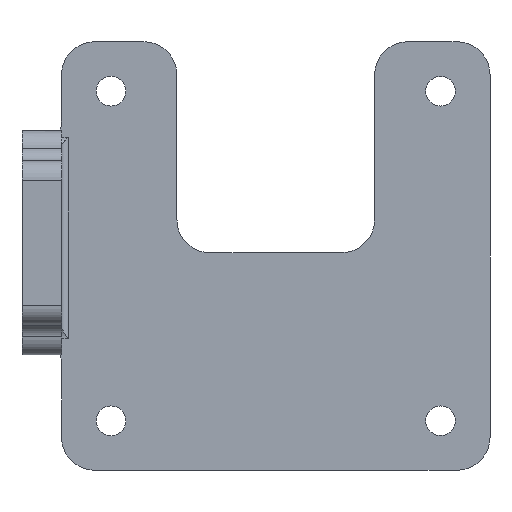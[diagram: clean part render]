
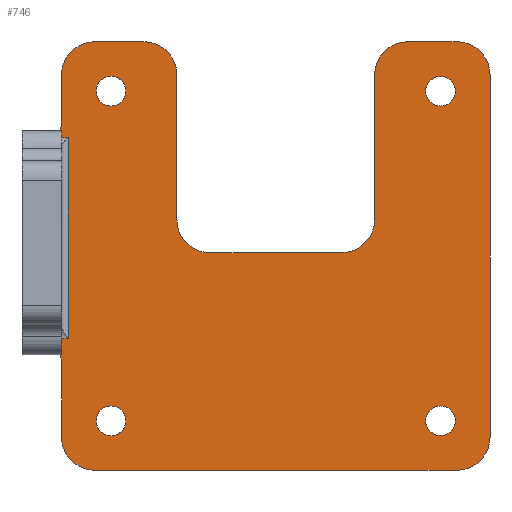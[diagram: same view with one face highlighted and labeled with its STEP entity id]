
A CAD part, front view. The second image highlights one B-rep face of the part: STEP entity #746.
In plain terms, the highlighted planar face has unit normal (0, -1, 0).
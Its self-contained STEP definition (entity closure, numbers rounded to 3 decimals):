
#140=FACE_BOUND('',#992,.T.);
#141=FACE_BOUND('',#993,.T.);
#142=FACE_BOUND('',#994,.T.);
#143=FACE_BOUND('',#995,.T.);
#144=FACE_BOUND('',#996,.T.);
#242=CIRCLE('',#2378,2.25);
#243=CIRCLE('',#2379,2.25);
#244=CIRCLE('',#2380,2.25);
#245=CIRCLE('',#2381,2.25);
#246=CIRCLE('',#2382,6.);
#247=CIRCLE('',#2383,5.);
#248=CIRCLE('',#2384,5.);
#249=CIRCLE('',#2385,5.);
#250=CIRCLE('',#2386,5.);
#251=CIRCLE('',#2387,5.);
#252=CIRCLE('',#2388,5.);
#253=CIRCLE('',#2389,5.);
#254=CIRCLE('',#2390,5.);
#255=CIRCLE('',#2391,6.);
#316=PLANE('',#2392);
#427=LINE('',#3564,#608);
#429=LINE('',#3568,#610);
#432=LINE('',#3574,#613);
#436=LINE('',#3582,#617);
#438=LINE('',#3594,#619);
#439=LINE('',#3596,#620);
#440=LINE('',#3598,#621);
#441=LINE('',#3603,#622);
#442=LINE('',#3607,#623);
#443=LINE('',#3612,#624);
#444=LINE('',#3616,#625);
#445=LINE('',#3620,#626);
#608=VECTOR('',#2786,1.);
#610=VECTOR('',#2790,1.);
#613=VECTOR('',#2795,1.);
#617=VECTOR('',#2801,1.);
#619=VECTOR('',#2813,1.);
#620=VECTOR('',#2814,1.);
#621=VECTOR('',#2815,1.);
#622=VECTOR('',#2820,1.);
#623=VECTOR('',#2823,1.);
#624=VECTOR('',#2828,1.);
#625=VECTOR('',#2831,1.);
#626=VECTOR('',#2834,1.);
#746=ADVANCED_FACE('',(#140,#141,#142,#143,#144),#316,.F.);
#992=EDGE_LOOP('',(#1330));
#993=EDGE_LOOP('',(#1331));
#994=EDGE_LOOP('',(#1332));
#995=EDGE_LOOP('',(#1333));
#996=EDGE_LOOP('',(#1334,#1335,#1336,#1337,#1338,#1339,#1340,#1341,#1342,
#1343,#1344,#1345,#1346,#1347,#1348,#1349,#1350,#1351,#1352,#1353,#1354,
#1355));
#1330=ORIENTED_EDGE('',*,*,#2112,.T.);
#1331=ORIENTED_EDGE('',*,*,#2113,.T.);
#1332=ORIENTED_EDGE('',*,*,#2114,.T.);
#1333=ORIENTED_EDGE('',*,*,#2115,.T.);
#1334=ORIENTED_EDGE('',*,*,#2116,.T.);
#1335=ORIENTED_EDGE('',*,*,#2117,.T.);
#1336=ORIENTED_EDGE('',*,*,#2118,.T.);
#1337=ORIENTED_EDGE('',*,*,#2119,.T.);
#1338=ORIENTED_EDGE('',*,*,#2103,.F.);
#1339=ORIENTED_EDGE('',*,*,#2120,.T.);
#1340=ORIENTED_EDGE('',*,*,#2121,.F.);
#1341=ORIENTED_EDGE('',*,*,#2122,.T.);
#1342=ORIENTED_EDGE('',*,*,#2123,.F.);
#1343=ORIENTED_EDGE('',*,*,#2124,.T.);
#1344=ORIENTED_EDGE('',*,*,#2110,.F.);
#1345=ORIENTED_EDGE('',*,*,#2125,.T.);
#1346=ORIENTED_EDGE('',*,*,#2126,.F.);
#1347=ORIENTED_EDGE('',*,*,#2127,.T.);
#1348=ORIENTED_EDGE('',*,*,#2128,.F.);
#1349=ORIENTED_EDGE('',*,*,#2129,.T.);
#1350=ORIENTED_EDGE('',*,*,#2130,.F.);
#1351=ORIENTED_EDGE('',*,*,#2131,.T.);
#1352=ORIENTED_EDGE('',*,*,#2106,.F.);
#1353=ORIENTED_EDGE('',*,*,#2132,.T.);
#1354=ORIENTED_EDGE('',*,*,#2101,.F.);
#1355=ORIENTED_EDGE('',*,*,#2133,.T.);
#1755=VERTEX_POINT('',#3256);
#1858=VERTEX_POINT('',#3563);
#1859=VERTEX_POINT('',#3565);
#1860=VERTEX_POINT('',#3569);
#1861=VERTEX_POINT('',#3570);
#1862=VERTEX_POINT('',#3575);
#1863=VERTEX_POINT('',#3576);
#1864=VERTEX_POINT('',#3581);
#1865=VERTEX_POINT('',#3583);
#1866=VERTEX_POINT('',#3587);
#1867=VERTEX_POINT('',#3589);
#1868=VERTEX_POINT('',#3591);
#1869=VERTEX_POINT('',#3593);
#1870=VERTEX_POINT('',#3595);
#1871=VERTEX_POINT('',#3597);
#1872=VERTEX_POINT('',#3599);
#1873=VERTEX_POINT('',#3602);
#1874=VERTEX_POINT('',#3604);
#1875=VERTEX_POINT('',#3606);
#1876=VERTEX_POINT('',#3608);
#1877=VERTEX_POINT('',#3611);
#1878=VERTEX_POINT('',#3613);
#1879=VERTEX_POINT('',#3615);
#1880=VERTEX_POINT('',#3617);
#1881=VERTEX_POINT('',#3619);
#1882=VERTEX_POINT('',#3621);
#2101=EDGE_CURVE('',#1858,#1859,#427,.T.);
#2103=EDGE_CURVE('',#1860,#1861,#429,.T.);
#2106=EDGE_CURVE('',#1862,#1863,#432,.T.);
#2110=EDGE_CURVE('',#1864,#1865,#436,.T.);
#2112=EDGE_CURVE('',#1866,#1866,#242,.T.);
#2113=EDGE_CURVE('',#1867,#1867,#243,.T.);
#2114=EDGE_CURVE('',#1868,#1868,#244,.T.);
#2115=EDGE_CURVE('',#1869,#1869,#245,.T.);
#2116=EDGE_CURVE('',#1755,#1870,#438,.T.);
#2117=EDGE_CURVE('',#1870,#1871,#439,.T.);
#2118=EDGE_CURVE('',#1871,#1872,#440,.T.);
#2119=EDGE_CURVE('',#1872,#1861,#246,.T.);
#2120=EDGE_CURVE('',#1860,#1873,#247,.T.);
#2121=EDGE_CURVE('',#1874,#1873,#441,.T.);
#2122=EDGE_CURVE('',#1874,#1875,#248,.T.);
#2123=EDGE_CURVE('',#1876,#1875,#442,.T.);
#2124=EDGE_CURVE('',#1876,#1865,#249,.T.);
#2125=EDGE_CURVE('',#1864,#1877,#250,.T.);
#2126=EDGE_CURVE('',#1878,#1877,#443,.T.);
#2127=EDGE_CURVE('',#1878,#1879,#251,.T.);
#2128=EDGE_CURVE('',#1880,#1879,#444,.T.);
#2129=EDGE_CURVE('',#1880,#1881,#252,.T.);
#2130=EDGE_CURVE('',#1882,#1881,#445,.T.);
#2131=EDGE_CURVE('',#1882,#1863,#253,.T.);
#2132=EDGE_CURVE('',#1862,#1859,#254,.T.);
#2133=EDGE_CURVE('',#1858,#1755,#255,.T.);
#2378=AXIS2_PLACEMENT_3D('',#3586,#2805,#2806);
#2379=AXIS2_PLACEMENT_3D('',#3588,#2807,#2808);
#2380=AXIS2_PLACEMENT_3D('',#3590,#2809,#2810);
#2381=AXIS2_PLACEMENT_3D('',#3592,#2811,#2812);
#2382=AXIS2_PLACEMENT_3D('',#3600,#2816,#2817);
#2383=AXIS2_PLACEMENT_3D('',#3601,#2818,#2819);
#2384=AXIS2_PLACEMENT_3D('',#3605,#2821,#2822);
#2385=AXIS2_PLACEMENT_3D('',#3609,#2824,#2825);
#2386=AXIS2_PLACEMENT_3D('',#3610,#2826,#2827);
#2387=AXIS2_PLACEMENT_3D('',#3614,#2829,#2830);
#2388=AXIS2_PLACEMENT_3D('',#3618,#2832,#2833);
#2389=AXIS2_PLACEMENT_3D('',#3622,#2835,#2836);
#2390=AXIS2_PLACEMENT_3D('',#3623,#2837,#2838);
#2391=AXIS2_PLACEMENT_3D('',#3624,#2839,#2840);
#2392=AXIS2_PLACEMENT_3D('',#3625,#2841,#2842);
#2786=DIRECTION('',(0.,0.,1.));
#2790=DIRECTION('',(0.,0.,1.));
#2795=DIRECTION('',(1.,0.,0.));
#2801=DIRECTION('',(1.,0.,0.));
#2805=DIRECTION('',(0.,1.,0.));
#2806=DIRECTION('',(1.,0.,0.));
#2807=DIRECTION('',(0.,1.,0.));
#2808=DIRECTION('',(1.,0.,0.));
#2809=DIRECTION('',(0.,1.,0.));
#2810=DIRECTION('',(1.,0.,0.));
#2811=DIRECTION('',(0.,1.,0.));
#2812=DIRECTION('',(1.,0.,0.));
#2813=DIRECTION('',(1.,0.,0.));
#2814=DIRECTION('',(0.,0.,-1.));
#2815=DIRECTION('',(-1.,0.,0.));
#2816=DIRECTION('',(0.,1.,0.));
#2817=DIRECTION('',(0.,0.,1.));
#2818=DIRECTION('',(0.,-1.,0.));
#2819=DIRECTION('',(0.,0.,1.));
#2820=DIRECTION('',(-1.,0.,0.));
#2821=DIRECTION('',(0.,-1.,0.));
#2822=DIRECTION('',(0.,0.,1.));
#2823=DIRECTION('',(0.,0.,-1.));
#2824=DIRECTION('',(0.,-1.,0.));
#2825=DIRECTION('',(0.,0.,1.));
#2826=DIRECTION('',(0.,-1.,0.));
#2827=DIRECTION('',(0.,0.,1.));
#2828=DIRECTION('',(0.,0.,1.));
#2829=DIRECTION('',(0.,1.,0.));
#2830=DIRECTION('',(0.,0.,1.));
#2831=DIRECTION('',(1.,0.,0.));
#2832=DIRECTION('',(0.,1.,0.));
#2833=DIRECTION('',(0.,0.,1.));
#2834=DIRECTION('',(0.,0.,-1.));
#2835=DIRECTION('',(0.,-1.,0.));
#2836=DIRECTION('',(0.,0.,1.));
#2837=DIRECTION('',(0.,-1.,0.));
#2838=DIRECTION('',(0.,0.,1.));
#2839=DIRECTION('',(0.,1.,0.));
#2840=DIRECTION('',(0.,0.,1.));
#2841=DIRECTION('',(0.,1.,0.));
#2842=DIRECTION('',(0.,0.,1.));
#3256=CARTESIAN_POINT('',(-33.075,-3.,33.436));
#3563=CARTESIAN_POINT('',(-32.5,-3.,36.));
#3564=CARTESIAN_POINT('',(-32.5,-3.,-17.));
#3565=CARTESIAN_POINT('',(-32.5,-3.,43.));
#3568=CARTESIAN_POINT('',(-32.5,-3.,-17.));
#3569=CARTESIAN_POINT('',(-32.5,-3.,-12.));
#3570=CARTESIAN_POINT('',(-32.5,-3.,-1.));
#3574=CARTESIAN_POINT('',(-32.5,-3.,48.));
#3575=CARTESIAN_POINT('',(-27.5,-3.,48.));
#3576=CARTESIAN_POINT('',(-20.,-3.,48.));
#3581=CARTESIAN_POINT('',(20.,-3.,48.));
#3582=CARTESIAN_POINT('',(-32.5,-3.,48.));
#3583=CARTESIAN_POINT('',(27.5,-3.,48.));
#3586=CARTESIAN_POINT('',(25.,-3.,40.5));
#3587=CARTESIAN_POINT('',(27.25,-3.,40.5));
#3588=CARTESIAN_POINT('',(25.,-3.,-9.5));
#3589=CARTESIAN_POINT('',(27.25,-3.,-9.5));
#3590=CARTESIAN_POINT('',(-25.,-3.,40.5));
#3591=CARTESIAN_POINT('',(-22.75,-3.,40.5));
#3592=CARTESIAN_POINT('',(-25.,-3.,-9.5));
#3593=CARTESIAN_POINT('',(-22.75,-3.,-9.5));
#3594=CARTESIAN_POINT('',(-38.5,-3.,33.436));
#3595=CARTESIAN_POINT('',(-31.5,-3.,33.436));
#3596=CARTESIAN_POINT('',(-31.5,-3.,3.));
#3597=CARTESIAN_POINT('',(-31.5,-3.,3.));
#3598=CARTESIAN_POINT('',(-38.5,-3.,3.));
#3599=CARTESIAN_POINT('',(-34.028,-3.,3.));
#3600=CARTESIAN_POINT('',(-38.5,-3.,-1.));
#3601=CARTESIAN_POINT('',(-27.5,-3.,-12.));
#3602=CARTESIAN_POINT('',(-27.5,-3.,-17.));
#3603=CARTESIAN_POINT('',(32.5,-3.,-17.));
#3604=CARTESIAN_POINT('',(27.5,-3.,-17.));
#3605=CARTESIAN_POINT('',(27.5,-3.,-12.));
#3606=CARTESIAN_POINT('',(32.5,-3.,-12.));
#3607=CARTESIAN_POINT('',(32.5,-3.,48.));
#3608=CARTESIAN_POINT('',(32.5,-3.,43.));
#3609=CARTESIAN_POINT('',(27.5,-3.,43.));
#3610=CARTESIAN_POINT('',(20.,-3.,43.));
#3611=CARTESIAN_POINT('',(15.,-3.,43.));
#3612=CARTESIAN_POINT('',(15.,-3.,16.));
#3613=CARTESIAN_POINT('',(15.,-3.,21.));
#3614=CARTESIAN_POINT('',(10.,-3.,21.));
#3615=CARTESIAN_POINT('',(10.,-3.,16.));
#3616=CARTESIAN_POINT('',(-15.,-3.,16.));
#3617=CARTESIAN_POINT('',(-10.,-3.,16.));
#3618=CARTESIAN_POINT('',(-10.,-3.,21.));
#3619=CARTESIAN_POINT('',(-15.,-3.,21.));
#3620=CARTESIAN_POINT('',(-15.,-3.,51.));
#3621=CARTESIAN_POINT('',(-15.,-3.,43.));
#3622=CARTESIAN_POINT('',(-20.,-3.,43.));
#3623=CARTESIAN_POINT('',(-27.5,-3.,43.));
#3624=CARTESIAN_POINT('',(-38.5,-3.,36.));
#3625=CARTESIAN_POINT('',(-25.,-3.,-9.5));
